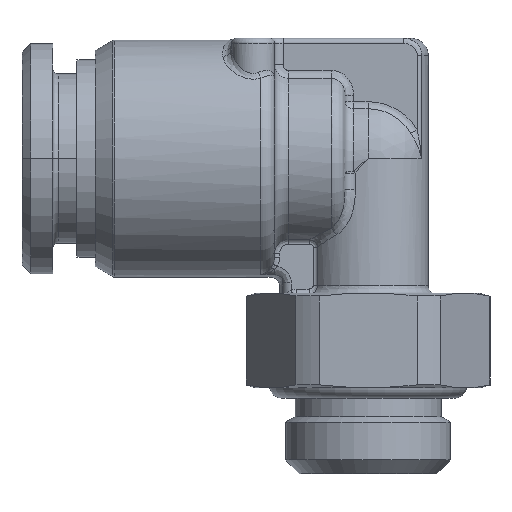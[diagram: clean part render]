
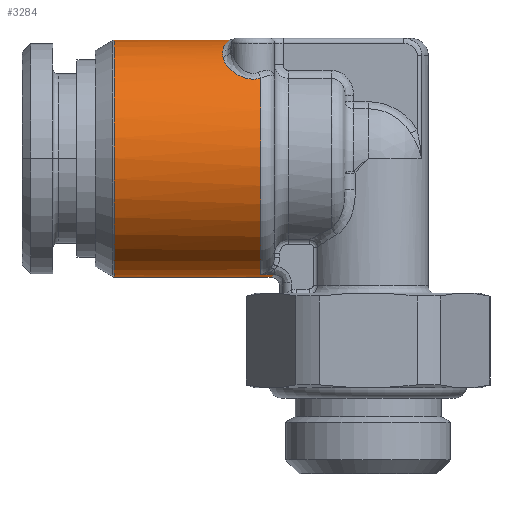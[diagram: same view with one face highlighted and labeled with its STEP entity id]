
A CAD part, top view. The second image highlights one B-rep face of the part: STEP entity #3284.
In plain terms, the highlighted cylindrical face has radius 6.9 mm (diameter 13.8 mm), a partial arc.
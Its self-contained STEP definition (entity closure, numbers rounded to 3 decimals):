
#92=DIRECTION('',(1.,0.,0.));
#93=VECTOR('',#92,0.788);
#94=CARTESIAN_POINT('',(-6.25,-6.767,1.348));
#95=LINE('',#94,#93);
#96=CARTESIAN_POINT('',(-5.65,-6.9,0.));
#97=CARTESIAN_POINT('',(-5.65,-6.9,0.168));
#98=CARTESIAN_POINT('',(-5.633,-6.888,0.492));
#99=CARTESIAN_POINT('',(-5.566,-6.84,0.942));
#100=CARTESIAN_POINT('',(-5.499,-6.793,1.216));
#101=CARTESIAN_POINT('',(-5.462,-6.767,1.348));
#103=CARTESIAN_POINT('',(-5.462,-6.767,
-1.348));
#104=CARTESIAN_POINT('',(-5.498,-6.792,
-1.22));
#105=CARTESIAN_POINT('',(-5.564,-6.839,
-0.951));
#106=CARTESIAN_POINT('',(-5.632,-6.887,
-0.502));
#107=CARTESIAN_POINT('',(-5.65,-6.9,
-0.172));
#108=CARTESIAN_POINT('',(-5.65,-6.9,
0.));
#110=DIRECTION('',(1.,0.,0.));
#111=VECTOR('',#110,0.788);
#112=CARTESIAN_POINT('',(-6.25,-6.767,
-1.348));
#113=LINE('',#112,#111);
#114=CARTESIAN_POINT('',(-14.77,0.,0.));
#115=DIRECTION('',(1.,0.,0.));
#116=DIRECTION('',(0.,1.,0.));
#117=AXIS2_PLACEMENT_3D('',#114,#115,#116);
#119=CARTESIAN_POINT('',(-8.037,6.9,0.));
#120=CARTESIAN_POINT('',(-8.037,6.9,0.141));
#121=CARTESIAN_POINT('',(-8.054,6.891,0.407));
#122=CARTESIAN_POINT('',(-8.106,6.862,0.752));
#123=CARTESIAN_POINT('',(-8.166,6.819,1.071));
#124=CARTESIAN_POINT('',(-8.231,6.763,1.381));
#125=CARTESIAN_POINT('',(-8.296,6.691,1.696));
#126=CARTESIAN_POINT('',(-8.357,6.602,2.014));
#127=CARTESIAN_POINT('',(-8.407,6.496,2.333));
#128=CARTESIAN_POINT('',(-8.439,6.388,2.614));
#129=CARTESIAN_POINT('',(-8.45,6.297,2.824));
#130=CARTESIAN_POINT('',(-8.45,6.247,2.929));
#132=CARTESIAN_POINT('',(-8.45,0.,0.));
#133=DIRECTION('',(1.,0.,0.));
#134=DIRECTION('',(0.,0.905,0.425));
#135=AXIS2_PLACEMENT_3D('',#132,#133,#134);
#137=CARTESIAN_POINT('',(-8.45,5.948,3.497));
#138=CARTESIAN_POINT('',(-8.45,5.891,3.595));
#139=CARTESIAN_POINT('',(-8.431,5.776,3.778));
#140=CARTESIAN_POINT('',(-8.366,5.614,4.015));
#141=CARTESIAN_POINT('',(-8.275,5.463,4.217));
#142=CARTESIAN_POINT('',(-8.169,5.325,4.39));
#143=CARTESIAN_POINT('',(-8.052,5.199,4.538));
#144=CARTESIAN_POINT('',(-7.927,5.086,4.664));
#145=CARTESIAN_POINT('',(-7.797,4.985,4.772));
#146=CARTESIAN_POINT('',(-7.66,4.895,4.864));
#147=CARTESIAN_POINT('',(-7.517,4.815,4.942));
#148=CARTESIAN_POINT('',(-7.367,4.747,5.008));
#149=CARTESIAN_POINT('',(-7.197,4.686,5.065));
#150=CARTESIAN_POINT('',(-6.99,4.636,5.111));
#151=CARTESIAN_POINT('',(-6.746,4.61,5.134));
#152=CARTESIAN_POINT('',(-6.482,4.624,5.121));
#153=CARTESIAN_POINT('',(-6.326,4.656,5.092));
#154=CARTESIAN_POINT('',(-6.25,4.676,5.074));
#181=CARTESIAN_POINT('',(-6.25,-6.767,1.348));
#191=CARTESIAN_POINT('',(-6.25,0.,0.));
#192=DIRECTION('',(-1.,0.,0.));
#193=DIRECTION('',(0.,-0.981,0.195));
#194=AXIS2_PLACEMENT_3D('',#191,#192,#193);
#196=CARTESIAN_POINT('',(-6.25,4.676,5.074));
#516=DIRECTION('',(-1.,0.,0.));
#517=VECTOR('',#516,6.733);
#518=CARTESIAN_POINT('',(-8.037,6.9,0.));
#519=LINE('',#518,#517);
#525=DIRECTION('',(-1.,0.,0.));
#526=VECTOR('',#525,8.52);
#527=CARTESIAN_POINT('',(-6.25,-6.9,0.));
#528=LINE('',#527,#526);
#529=CARTESIAN_POINT('',(-6.25,0.,0.));
#530=DIRECTION('',(1.,0.,0.));
#531=DIRECTION('',(0.,-1.,0.));
#532=AXIS2_PLACEMENT_3D('',#529,#530,#531);
#2600=CARTESIAN_POINT('',(-5.462,-6.767,
1.348));
#2701=CARTESIAN_POINT('',(-14.77,6.9,0.));
#2702=CARTESIAN_POINT('',(-14.77,-6.9,0.));
#2703=VERTEX_POINT('',#2701);
#2704=VERTEX_POINT('',#2702);
#2786=VERTEX_POINT('',#196);
#2789=VERTEX_POINT('',#137);
#2791=VERTEX_POINT('',#119);
#2792=VERTEX_POINT('',#130);
#3099=CARTESIAN_POINT('',(-6.25,-6.9,0.));
#3100=VERTEX_POINT('',#3099);
#3105=VERTEX_POINT('',#103);
#3106=VERTEX_POINT('',#108);
#3115=VERTEX_POINT('',#2600);
#3116=CARTESIAN_POINT('',(-6.25,-6.767,-1.348));
#3117=VERTEX_POINT('',#3116);
#3120=VERTEX_POINT('',#181);
#3254=CARTESIAN_POINT('',(-16.87,0.,0.));
#3255=DIRECTION('',(1.,0.,0.));
#3256=DIRECTION('',(0.,-1.,0.));
#3257=AXIS2_PLACEMENT_3D('',#3254,#3255,#3256);
#3258=CYLINDRICAL_SURFACE('',#3257,6.9);
#3260=ORIENTED_EDGE('',*,*,#3259,.T.);
#3262=ORIENTED_EDGE('',*,*,#3261,.F.);
#3264=ORIENTED_EDGE('',*,*,#3263,.F.);
#3266=ORIENTED_EDGE('',*,*,#3265,.F.);
#3268=ORIENTED_EDGE('',*,*,#3267,.F.);
#3270=ORIENTED_EDGE('',*,*,#3269,.T.);
#3271=ORIENTED_EDGE('',*,*,#3244,.F.);
#3273=ORIENTED_EDGE('',*,*,#3272,.F.);
#3275=ORIENTED_EDGE('',*,*,#3274,.T.);
#3277=ORIENTED_EDGE('',*,*,#3276,.T.);
#3279=ORIENTED_EDGE('',*,*,#3278,.T.);
#3281=ORIENTED_EDGE('',*,*,#3280,.F.);
#3282=EDGE_LOOP('',(#3260,#3262,#3264,#3266,#3268,#3270,#3271,#3273,#3275,#3277,
#3279,#3281));
#3283=FACE_OUTER_BOUND('',#3282,.F.);
#3284=ADVANCED_FACE('',(#3283),#3258,.T.);
#102=B_SPLINE_CURVE_WITH_KNOTS('',3,(#96,#97,#98,#99,#100,#101),.UNSPECIFIED.,
.F.,.F.,(4,1,1,4),(0.,0.333,0.667,1.),
.UNSPECIFIED.);
#109=B_SPLINE_CURVE_WITH_KNOTS('',3,(#103,#104,#105,#106,#107,#108),
.UNSPECIFIED.,.F.,.F.,(4,1,1,4),(0.,0.333,0.667,1.),
.UNSPECIFIED.);
#118=CIRCLE('',#117,6.9);
#131=B_SPLINE_CURVE_WITH_KNOTS('',3,(#119,#120,#121,#122,#123,#124,#125,#126,
#127,#128,#129,#130),.UNSPECIFIED.,.F.,.F.,(4,1,1,1,1,1,1,1,1,4),(0.,
0.111,0.222,0.333,0.444,
0.556,0.667,0.778,0.889,1.),
.UNSPECIFIED.);
#136=CIRCLE('',#135,6.9);
#155=B_SPLINE_CURVE_WITH_KNOTS('',3,(#137,#138,#139,#140,#141,#142,#143,#144,
#145,#146,#147,#148,#149,#150,#151,#152,#153,#154),.UNSPECIFIED.,.F.,.F.,(4,1,1,
1,1,1,1,1,1,1,1,1,1,1,1,4),(0.,0.067,0.133,0.2,
0.267,0.333,0.4,0.467,0.533,
0.6,0.667,0.733,0.8,0.867,
0.933,1.),.UNSPECIFIED.);
#195=CIRCLE('',#194,6.9);
#533=CIRCLE('',#532,6.9);
#3244=EDGE_CURVE('',#2703,#2704,#118,.T.);
#3259=EDGE_CURVE('',#3120,#3115,#95,.T.);
#3261=EDGE_CURVE('',#3106,#3115,#102,.T.);
#3263=EDGE_CURVE('',#3105,#3106,#109,.T.);
#3265=EDGE_CURVE('',#3117,#3105,#113,.T.);
#3267=EDGE_CURVE('',#3100,#3117,#533,.T.);
#3269=EDGE_CURVE('',#3100,#2704,#528,.T.);
#3272=EDGE_CURVE('',#2791,#2703,#519,.T.);
#3274=EDGE_CURVE('',#2791,#2792,#131,.T.);
#3276=EDGE_CURVE('',#2792,#2789,#136,.T.);
#3278=EDGE_CURVE('',#2789,#2786,#155,.T.);
#3280=EDGE_CURVE('',#3120,#2786,#195,.T.);
